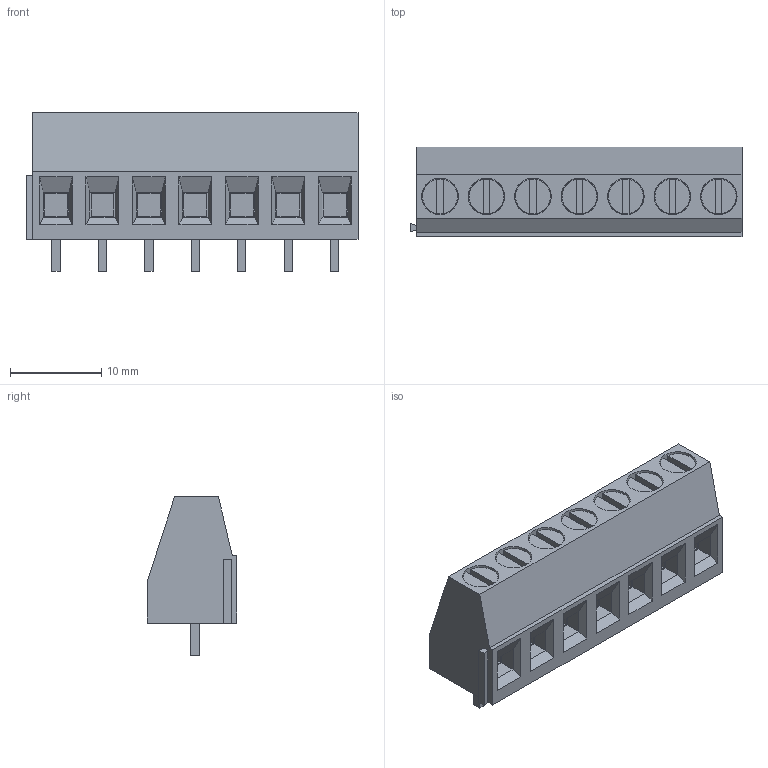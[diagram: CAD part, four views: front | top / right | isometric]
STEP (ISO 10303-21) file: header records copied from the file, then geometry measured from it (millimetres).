
FILE_DESCRIPTION(/* description */ ('model of TerminalBlock_Phoenix_MKDS-1,5-7-5.08_1x07_P5.08mm_Horizontal'),/* implementation_level */ '2;1');
FILE_NAME(/* name */ 'TerminalBlock_Phoenix_MKDS-1,5-7-5.08_1x07_P5.08mm_Horizontal.step',/* time_stamp */ '2020-05-14T18:16:00',/* author */ ('kicad StepUp','ksu'),/* organization */ ('FreeCAD'),/* preprocessor_version */ 'OCC',/* originating_system */ 'kicad StepUp',/* authorisation */ '');
FILE_SCHEMA(('AUTOMOTIVE_DESIGN { 1 0 10303 214 1 1 1 1 }'));
Length unit declared in the file: millimetre
Products named in the file (1): TerminalBlock_Phoenix_MKDS_15_7_508_1x07_P508mm_Horizontal
Bounding box: 36.3 x 9.8 x 17.3 mm (x, y, z)
Volume: 3564.3 mm3; surface area: 4104 mm2
Topology: 1 solids, 1 shells, 269 faces, 675 edges, 422 vertices
Faces by surface type: plane 227, bspline 28, cylinder 14
Full cylindrical faces by diameter (mm): 3.8 x7, 4 x7
Entity records: 18463 total; most frequent: CARTESIAN_POINT 3123, DIRECTION 2432, LINE 1549, VECTOR 1549, ORIENTED_EDGE 1350, PCURVE 1350, DEFINITIONAL_REPRESENTATION 1350, EDGE_CURVE 675
